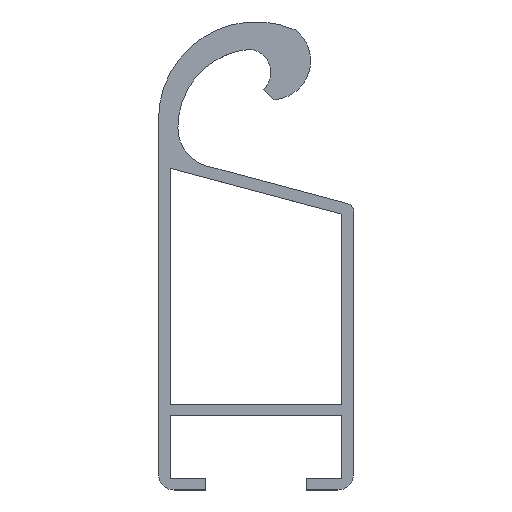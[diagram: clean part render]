
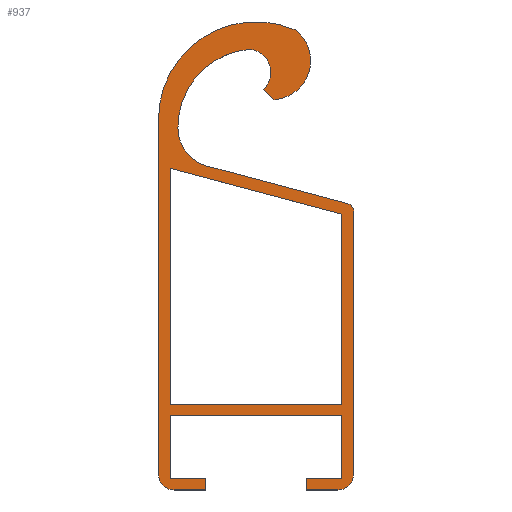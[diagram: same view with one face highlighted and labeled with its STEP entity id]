
A CAD part, top view. The second image highlights one B-rep face of the part: STEP entity #937.
In plain terms, the highlighted planar face has unit normal (0, 0, 1).
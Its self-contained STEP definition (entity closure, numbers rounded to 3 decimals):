
#60=CARTESIAN_POINT('',(-10.,46.341,0.5));
#61=VERTEX_POINT('',#60);
#68=CARTESIAN_POINT('',(-6.288,41.51,0.5));
#69=VERTEX_POINT('',#68);
#70=CARTESIAN_POINT('',(-5.,46.341,0.5));
#71=DIRECTION('',(0.0,0.0,1.0));
#72=DIRECTION('',(-0.793,-0.609,0.0));
#73=AXIS2_PLACEMENT_3D('',#70,#71,#72);
#74=CIRCLE('',#73,5.0);
#75=EDGE_CURVE('',#61,#69,#74,.T.);
#100=CARTESIAN_POINT('',(-10.,46.5,0.5));
#101=VERTEX_POINT('',#100);
#108=CARTESIAN_POINT('',(-10.,46.5,0.5));
#109=DIRECTION('',(0.0,-1.0,0.0));
#110=VECTOR('',#109,0.159);
#111=LINE('',#108,#110);
#112=EDGE_CURVE('',#101,#61,#111,.T.);
#122=CARTESIAN_POINT('',(12.5,2.,0.5));
#123=VERTEX_POINT('',#122);
#124=CARTESIAN_POINT('',(10.5,0.0,0.5));
#125=VERTEX_POINT('',#124);
#126=CARTESIAN_POINT('',(10.5,2.,0.5));
#127=DIRECTION('',(0.0,0.0,-1.0));
#128=DIRECTION('',(0.707,-0.707,0.0));
#129=AXIS2_PLACEMENT_3D('',#126,#127,#128);
#130=CIRCLE('',#129,2.0);
#131=EDGE_CURVE('',#123,#125,#130,.T.);
#173=CARTESIAN_POINT('',(12.5,35.732,0.5));
#174=VERTEX_POINT('',#173);
#181=CARTESIAN_POINT('',(12.5,35.732,0.5));
#182=DIRECTION('',(0.0,-1.0,0.0));
#183=VECTOR('',#182,33.732);
#184=LINE('',#181,#183);
#185=EDGE_CURVE('',#174,#123,#184,.T.);
#387=CARTESIAN_POINT('',(-10.5,0.0,0.5));
#388=VERTEX_POINT('',#387);
#389=CARTESIAN_POINT('',(-12.5,2.,0.5));
#390=VERTEX_POINT('',#389);
#391=CARTESIAN_POINT('',(-10.5,2.0,0.5));
#392=DIRECTION('',(0.0,0.0,-1.0));
#393=DIRECTION('',(-0.707,-0.707,0.0));
#394=AXIS2_PLACEMENT_3D('',#391,#392,#393);
#395=CIRCLE('',#394,2.0);
#396=EDGE_CURVE('',#388,#390,#395,.T.);
#421=CARTESIAN_POINT('',(-6.5,0.0,0.5));
#422=VERTEX_POINT('',#421);
#429=CARTESIAN_POINT('',(-6.5,0.0,0.5));
#430=DIRECTION('',(-1.0,0.0,0.0));
#431=VECTOR('',#430,4.);
#432=LINE('',#429,#431);
#433=EDGE_CURVE('',#422,#388,#432,.T.);
#443=CARTESIAN_POINT('',(11.758,36.698,0.5));
#444=VERTEX_POINT('',#443);
#445=CARTESIAN_POINT('',(11.5,35.732,0.5));
#446=DIRECTION('',(0.0,0.0,-1.));
#447=DIRECTION('',(0.793,0.609,0.0));
#448=AXIS2_PLACEMENT_3D('',#445,#446,#447);
#449=CIRCLE('',#448,1.0);
#450=EDGE_CURVE('',#444,#174,#449,.T.);
#469=CARTESIAN_POINT('',(-6.288,41.51,0.5));
#470=DIRECTION('',(0.966,-0.258,0.0));
#471=VECTOR('',#470,18.677);
#472=LINE('',#469,#471);
#473=EDGE_CURVE('',#69,#444,#472,.T.);
#486=CARTESIAN_POINT('',(-11.,11.,0.5));
#487=VERTEX_POINT('',#486);
#494=CARTESIAN_POINT('',(11.,11.,0.5));
#495=VERTEX_POINT('',#494);
#496=CARTESIAN_POINT('',(11.,11.,0.5));
#497=DIRECTION('',(-1.0,0.0,0.0));
#498=VECTOR('',#497,22.);
#499=LINE('',#496,#498);
#500=EDGE_CURVE('',#495,#487,#499,.T.);
#518=CARTESIAN_POINT('',(11.,35.348,0.5));
#519=VERTEX_POINT('',#518);
#520=CARTESIAN_POINT('',(11.,35.348,0.5));
#521=DIRECTION('',(0.0,-1.0,0.0));
#522=VECTOR('',#521,24.348);
#523=LINE('',#520,#522);
#524=EDGE_CURVE('',#519,#495,#523,.T.);
#542=CARTESIAN_POINT('',(-11.,41.214,0.5));
#543=VERTEX_POINT('',#542);
#544=CARTESIAN_POINT('',(-11.,41.214,0.5));
#545=DIRECTION('',(0.966,-0.258,0.0));
#546=VECTOR('',#545,22.769);
#547=LINE('',#544,#546);
#548=EDGE_CURVE('',#543,#519,#547,.T.);
#566=CARTESIAN_POINT('',(-11.,11.,0.5));
#567=DIRECTION('',(0.0,1.0,0.0));
#568=VECTOR('',#567,30.214);
#569=LINE('',#566,#568);
#570=EDGE_CURVE('',#487,#543,#569,.T.);
#582=CARTESIAN_POINT('',(-11.0,1.5,0.5));
#583=VERTEX_POINT('',#582);
#590=CARTESIAN_POINT('',(-6.5,1.5,0.5));
#591=VERTEX_POINT('',#590);
#592=CARTESIAN_POINT('',(-6.5,1.5,0.5));
#593=DIRECTION('',(-1.0,0.0,0.0));
#594=VECTOR('',#593,4.5);
#595=LINE('',#592,#594);
#596=EDGE_CURVE('',#591,#583,#595,.T.);
#614=CARTESIAN_POINT('',(-6.5,0.0,0.5));
#615=DIRECTION('',(0.0,1.0,0.0));
#616=VECTOR('',#615,1.5);
#617=LINE('',#614,#616);
#618=EDGE_CURVE('',#422,#591,#617,.T.);
#630=CARTESIAN_POINT('',(6.5,0.0,0.5));
#631=VERTEX_POINT('',#630);
#638=CARTESIAN_POINT('',(6.5,1.5,0.5));
#639=VERTEX_POINT('',#638);
#640=CARTESIAN_POINT('',(6.5,1.5,0.5));
#641=DIRECTION('',(0.0,-1.0,0.0));
#642=VECTOR('',#641,1.5);
#643=LINE('',#640,#642);
#644=EDGE_CURVE('',#639,#631,#643,.T.);
#662=CARTESIAN_POINT('',(11.0,1.5,0.5));
#663=VERTEX_POINT('',#662);
#664=CARTESIAN_POINT('',(11.0,1.5,0.5));
#665=DIRECTION('',(-1.0,0.0,0.0));
#666=VECTOR('',#665,4.5);
#667=LINE('',#664,#666);
#668=EDGE_CURVE('',#663,#639,#667,.T.);
#686=CARTESIAN_POINT('',(11.0,9.5,0.5));
#687=VERTEX_POINT('',#686);
#688=CARTESIAN_POINT('',(11.0,9.5,0.5));
#689=DIRECTION('',(0.0,-1.0,0.0));
#690=VECTOR('',#689,8.0);
#691=LINE('',#688,#690);
#692=EDGE_CURVE('',#687,#663,#691,.T.);
#710=CARTESIAN_POINT('',(-11.0,9.5,0.5));
#711=VERTEX_POINT('',#710);
#712=CARTESIAN_POINT('',(-11.0,9.5,0.5));
#713=DIRECTION('',(1.0,0.0,0.0));
#714=VECTOR('',#713,22.0);
#715=LINE('',#712,#714);
#716=EDGE_CURVE('',#711,#687,#715,.T.);
#734=CARTESIAN_POINT('',(-11.0,1.5,0.5));
#735=DIRECTION('',(0.0,1.0,0.0));
#736=VECTOR('',#735,8.0);
#737=LINE('',#734,#736);
#738=EDGE_CURVE('',#583,#711,#737,.T.);
#749=CARTESIAN_POINT('',(-12.5,47.5,0.5));
#750=VERTEX_POINT('',#749);
#751=CARTESIAN_POINT('',(5.131,58.898,0.5));
#752=VERTEX_POINT('',#751);
#753=CARTESIAN_POINT('',(0.0,47.5,0.5));
#754=DIRECTION('',(0.0,0.0,-1.));
#755=DIRECTION('',(0.41,0.912,0.0));
#756=AXIS2_PLACEMENT_3D('',#753,#754,#755);
#757=CIRCLE('',#756,12.5);
#758=EDGE_CURVE('',#750,#752,#757,.T.);
#781=CARTESIAN_POINT('',(2.3,50.009,0.5));
#782=VERTEX_POINT('',#781);
#783=CARTESIAN_POINT('',(2.,55.0,0.5));
#784=DIRECTION('',(0.0,0.0,-1.));
#785=DIRECTION('',(0.06,-0.998,0.0));
#786=AXIS2_PLACEMENT_3D('',#783,#784,#785);
#787=CIRCLE('',#786,5.);
#788=EDGE_CURVE('',#752,#782,#787,.T.);
#806=CARTESIAN_POINT('',(0.975,51.334,0.5));
#807=VERTEX_POINT('',#806);
#808=CARTESIAN_POINT('',(2.3,50.009,0.5));
#809=DIRECTION('',(-0.707,0.707,0.0));
#810=VECTOR('',#809,1.873);
#811=LINE('',#808,#810);
#812=EDGE_CURVE('',#782,#807,#811,.T.);
#830=CARTESIAN_POINT('',(-0.711,56.475,0.5));
#831=VERTEX_POINT('',#830);
#832=CARTESIAN_POINT('',(-1.1,53.5,0.5));
#833=DIRECTION('',(0.0,0.0,1.0));
#834=DIRECTION('',(-0.692,0.722,0.0));
#835=AXIS2_PLACEMENT_3D('',#832,#833,#834);
#836=CIRCLE('',#835,3.);
#837=EDGE_CURVE('',#807,#831,#836,.T.);
#855=CARTESIAN_POINT('',(0.0,46.5,0.5));
#856=DIRECTION('',(0.0,0.0,1.));
#857=DIRECTION('',(0.071,-0.997,0.0));
#858=AXIS2_PLACEMENT_3D('',#855,#856,#857);
#859=CIRCLE('',#858,10.);
#860=EDGE_CURVE('',#831,#101,#859,.T.);
#874=CARTESIAN_POINT('',(10.5,0.0,0.5));
#875=DIRECTION('',(-1.0,0.0,0.0));
#876=VECTOR('',#875,4.);
#877=LINE('',#874,#876);
#878=EDGE_CURVE('',#125,#631,#877,.T.);
#891=CARTESIAN_POINT('',(-12.5,2.,0.5));
#892=DIRECTION('',(0.0,1.0,0.0));
#893=VECTOR('',#892,45.5);
#894=LINE('',#891,#893);
#895=EDGE_CURVE('',#390,#750,#894,.T.);
#902=CARTESIAN_POINT('',(-1.56,31.422,0.5));
#903=DIRECTION('',(0.0,0.0,1.0));
#904=DIRECTION('',(1.0,0.0,0.0));
#905=AXIS2_PLACEMENT_3D('',#902,#903,#904);
#906=PLANE('',#905);
#907=ORIENTED_EDGE('',*,*,#131,.F.);
#908=ORIENTED_EDGE('',*,*,#185,.F.);
#909=ORIENTED_EDGE('',*,*,#450,.F.);
#910=ORIENTED_EDGE('',*,*,#473,.F.);
#911=ORIENTED_EDGE('',*,*,#75,.F.);
#912=ORIENTED_EDGE('',*,*,#112,.F.);
#913=ORIENTED_EDGE('',*,*,#860,.F.);
#914=ORIENTED_EDGE('',*,*,#837,.F.);
#915=ORIENTED_EDGE('',*,*,#812,.F.);
#916=ORIENTED_EDGE('',*,*,#788,.F.);
#917=ORIENTED_EDGE('',*,*,#758,.F.);
#918=ORIENTED_EDGE('',*,*,#895,.F.);
#919=ORIENTED_EDGE('',*,*,#396,.F.);
#920=ORIENTED_EDGE('',*,*,#433,.F.);
#921=ORIENTED_EDGE('',*,*,#618,.T.);
#922=ORIENTED_EDGE('',*,*,#596,.T.);
#923=ORIENTED_EDGE('',*,*,#738,.T.);
#924=ORIENTED_EDGE('',*,*,#716,.T.);
#925=ORIENTED_EDGE('',*,*,#692,.T.);
#926=ORIENTED_EDGE('',*,*,#668,.T.);
#927=ORIENTED_EDGE('',*,*,#644,.T.);
#928=ORIENTED_EDGE('',*,*,#878,.F.);
#929=EDGE_LOOP('',(#907,#908,#909,#910,#911,#912,#913,#914,#915,#916,#917,#918,#919,#920,#921,#922,#923,#924,#925,#926,#927,#928));
#930=FACE_OUTER_BOUND('',#929,.T.);
#931=ORIENTED_EDGE('',*,*,#500,.T.);
#932=ORIENTED_EDGE('',*,*,#570,.T.);
#933=ORIENTED_EDGE('',*,*,#548,.T.);
#934=ORIENTED_EDGE('',*,*,#524,.T.);
#935=EDGE_LOOP('',(#931,#932,#933,#934));
#936=FACE_BOUND('',#935,.T.);
#937=ADVANCED_FACE('',(#930,#936),#906,.T.);
